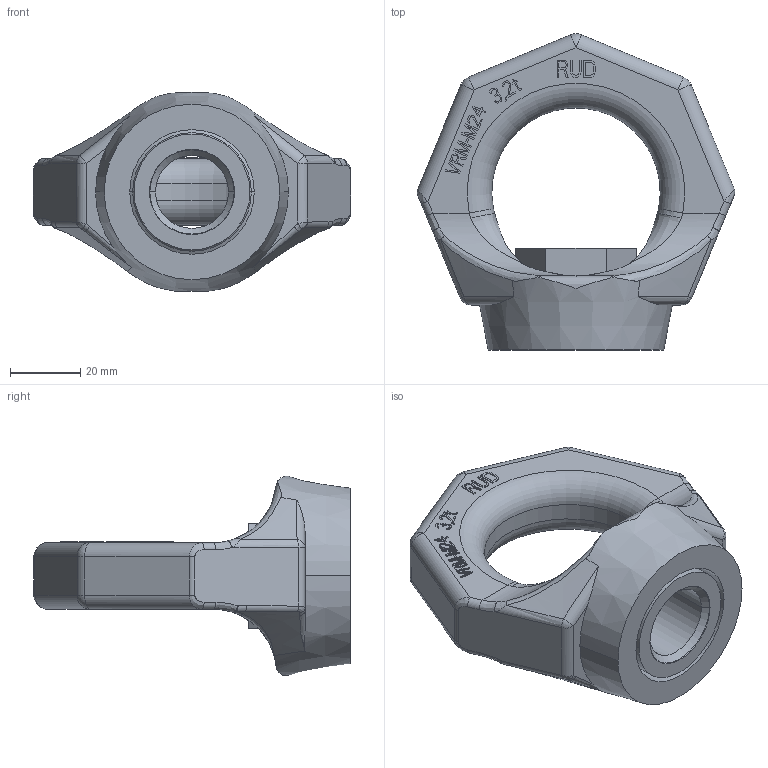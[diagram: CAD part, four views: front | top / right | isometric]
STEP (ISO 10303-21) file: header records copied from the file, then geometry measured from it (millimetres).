
FILE_DESCRIPTION((''),'2;1');
FILE_NAME('4VRM-M24','2005-01-21T',('jakubetz'),(''),'PRO/ENGINEER BY PARAMETRIC TECHNOLOGY CORPORATION, 2001400','PRO/ENGINEER BY PARAMETRIC TECHNOLOGY CORPORATION, 2001400','');
FILE_SCHEMA(('CONFIG_CONTROL_DESIGN'));
Length unit declared in the file: millimetre
Products named in the file (1): 4VRM-M24
Bounding box: 90.58 x 90.12 x 56.77 mm (x, y, z)
Volume: 19311.9 mm3; surface area: 29577.2 mm2
Topology: 1 solids, 3 shells, 448 faces, 1213 edges, 777 vertices
Faces by surface type: plane 330, cylinder 51, bspline 41, cone 12, sphere 10, torus 4
Entity records: 16502 total; most frequent: CARTESIAN_POINT 5616, ORIENTED_EDGE 2402, DIRECTION 1971, EDGE_CURVE 1205, VECTOR 973, LINE 973, VERTEX_POINT 777, AXIS2_PLACEMENT_3D 499
